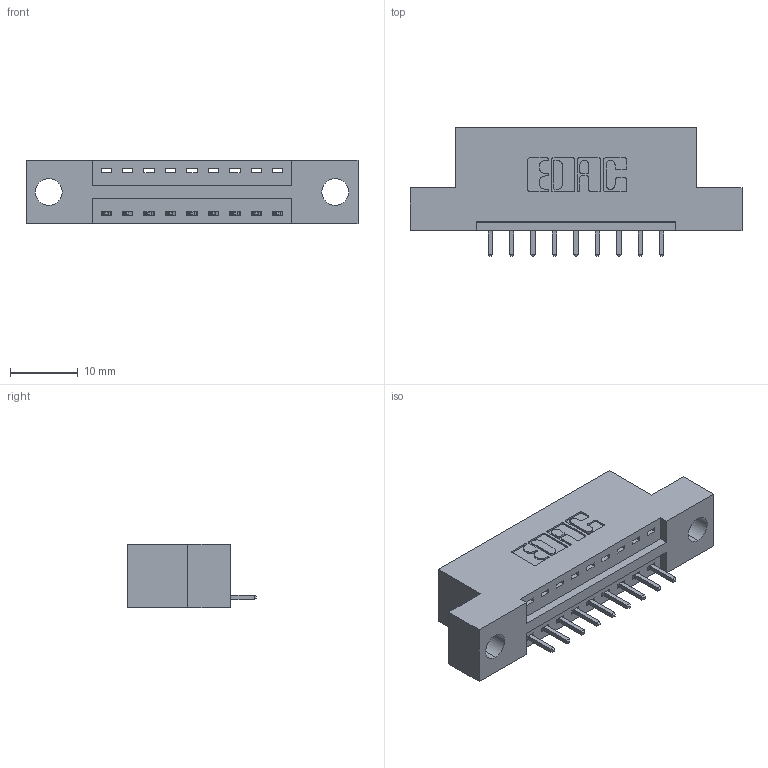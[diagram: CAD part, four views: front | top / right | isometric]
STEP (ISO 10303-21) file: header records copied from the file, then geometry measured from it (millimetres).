
FILE_DESCRIPTION (( 'STEP AP203' ), '1' );
FILE_NAME ('396-009-521-104.STEP', '2019-10-26T13:40:27', ( '' ), ( '' ), 'SwSTEP 2.0', 'SolidWorks 2016', '' );
FILE_SCHEMA (( 'CONFIG_CONTROL_DESIGN' ));
Length unit declared in the file: inch
Products named in the file (3): 346 Part_Flush Mounting Lugs - 0.156 Dia-TH; 345-292-001_345-293-121; 396-009-521-104
Assembly tree (10 placements, depth 2):
  396-009-521-104
    346 Part_Flush Mounting Lugs - 0.156 Dia-TH
    345-292-001_345-293-121  x9
Bounding box: 49.15 x 19.05 x 9.4 mm (x, y, z)
Volume: 4363.8 mm3; surface area: 4801.2 mm2
Topology: 10 solids, 10 shells, 644 faces, 1913 edges, 1262 vertices
Faces by surface type: plane 436, cylinder 208
Entity records: 10049 total; most frequent: CARTESIAN_POINT 1739, ORIENTED_EDGE 1682, DIRECTION 1575, EDGE_CURVE 841, LINE 673, VECTOR 673, VERTEX_POINT 558, AXIS2_PLACEMENT_3D 451
